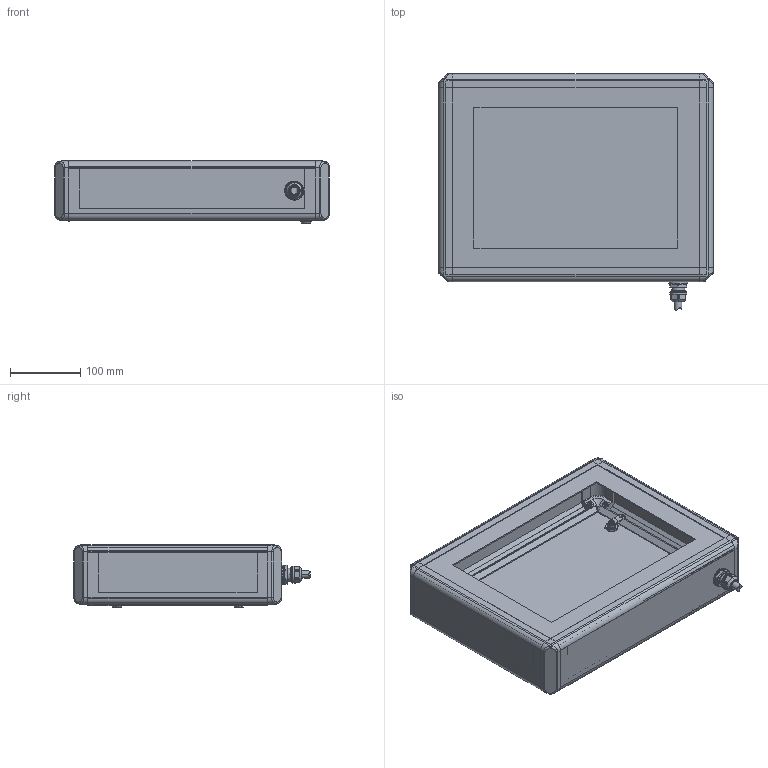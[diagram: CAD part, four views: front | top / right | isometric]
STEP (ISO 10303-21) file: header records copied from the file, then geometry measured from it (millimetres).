
FILE_DESCRIPTION (( 'STEP AP203' ), '1' );
FILE_NAME ('CCC-A02T-STP.step', '2025-06-24T04:53:41', ( '' ), ( '' ), 'SwSTEP 2.0', 'SolidWorks 2020', '' );
FILE_SCHEMA (( 'CONFIG_CONTROL_DESIGN' ));
Length unit declared in the file: millimetre
Products named in the file (7): OA-W1611; NUT; CCC-A02T-STP; panel_back_set; BOX_SET; OA-W1611_ASSY_004
Assembly tree (6 placements, depth 4):
  CCC-A02T-STP
    BOX_SET
    panel_back_set
    OA-W1611_ASSY_004
      OA-W1611
        OA-W1611
      NUT
Bounding box: 390 x 335.34 x 89 mm (x, y, z)
Volume: 743832.5 mm3; surface area: 657980.4 mm2
Topology: 8 solids, 12 shells, 1354 faces, 3498 edges, 2230 vertices
Faces by surface type: plane 793, cylinder 323, bspline 109, cone 89, torus 36, sphere 4
Entity records: 46827 total; most frequent: CARTESIAN_POINT 13887, ORIENTED_EDGE 6980, DIRECTION 6332, EDGE_CURVE 3490, VERTEX_POINT 2230, VECTOR 2212, LINE 2212, AXIS2_PLACEMENT_3D 2060
